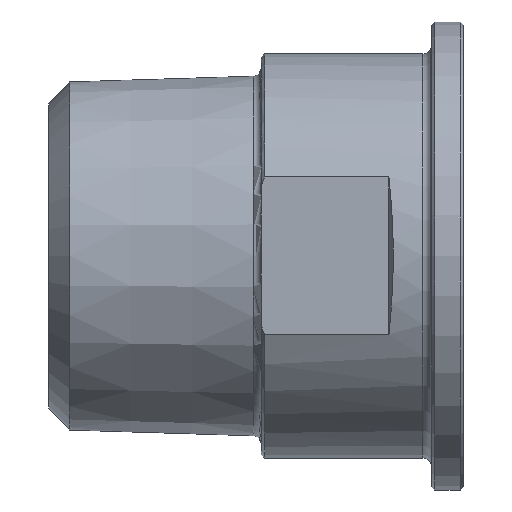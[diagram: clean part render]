
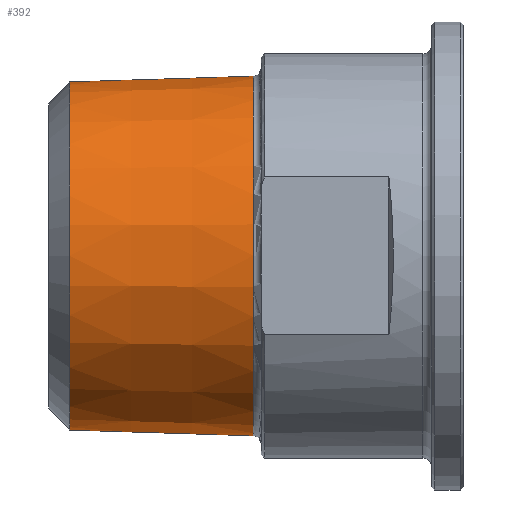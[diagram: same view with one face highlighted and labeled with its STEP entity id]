
A CAD part, top view. The second image highlights one B-rep face of the part: STEP entity #392.
In plain terms, the highlighted conical face has half-angle 1.8 degrees and reference radius 16.614 mm.
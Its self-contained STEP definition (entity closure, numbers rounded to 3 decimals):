
#24=CONICAL_SURFACE('',#463,16.614,0.031);
#33=CIRCLE('',#427,16.904);
#37=CIRCLE('',#431,16.904);
#55=CIRCLE('',#464,16.363);
#56=CIRCLE('',#465,16.363);
#87=FACE_OUTER_BOUND('',#112,.T.);
#112=EDGE_LOOP('',(#352,#353,#354,#355,#356,#357));
#131=LINE('',#733,#150);
#150=VECTOR('',#586,16.614);
#174=VERTEX_POINT('',#673);
#175=VERTEX_POINT('',#674);
#190=VERTEX_POINT('',#732);
#191=VERTEX_POINT('',#734);
#217=EDGE_CURVE('',#174,#175,#33,.T.);
#221=EDGE_CURVE('',#175,#174,#37,.T.);
#245=EDGE_CURVE('',#174,#190,#131,.T.);
#246=EDGE_CURVE('',#191,#190,#55,.T.);
#247=EDGE_CURVE('',#190,#191,#56,.T.);
#352=ORIENTED_EDGE('',*,*,#217,.F.);
#353=ORIENTED_EDGE('',*,*,#245,.T.);
#354=ORIENTED_EDGE('',*,*,#246,.F.);
#355=ORIENTED_EDGE('',*,*,#247,.F.);
#356=ORIENTED_EDGE('',*,*,#245,.F.);
#357=ORIENTED_EDGE('',*,*,#221,.F.);
#392=ADVANCED_FACE('',(#87),#24,.T.);
#427=AXIS2_PLACEMENT_3D('',#675,#506,#507);
#431=AXIS2_PLACEMENT_3D('',#679,#514,#515);
#463=AXIS2_PLACEMENT_3D('',#731,#584,#585);
#464=AXIS2_PLACEMENT_3D('',#735,#587,#588);
#465=AXIS2_PLACEMENT_3D('',#736,#589,#590);
#506=DIRECTION('center_axis',(1.,0.,0.));
#507=DIRECTION('ref_axis',(0.,-1.,0.));
#514=DIRECTION('center_axis',(1.,0.,0.));
#515=DIRECTION('ref_axis',(0.,-1.,0.));
#584=DIRECTION('center_axis',(1.,0.,0.));
#585=DIRECTION('ref_axis',(0.,1.,0.));
#586=DIRECTION('',(-1.,0.031,0.));
#587=DIRECTION('center_axis',(-1.,0.,0.));
#588=DIRECTION('ref_axis',(0.,-1.,0.));
#589=DIRECTION('center_axis',(-1.,0.,0.));
#590=DIRECTION('ref_axis',(0.,-1.,0.));
#673=CARTESIAN_POINT('',(-19.775,-16.904,0.));
#674=CARTESIAN_POINT('',(-19.775,0.,16.904));
#675=CARTESIAN_POINT('Origin',(-19.775,0.,0.));
#679=CARTESIAN_POINT('Origin',(-19.775,0.,0.));
#731=CARTESIAN_POINT('Origin',(-29.,0.,0.));
#732=CARTESIAN_POINT('',(-37.001,-16.363,0.));
#733=CARTESIAN_POINT('',(-29.,-16.614,0.));
#734=CARTESIAN_POINT('',(-37.001,16.363,0.));
#735=CARTESIAN_POINT('Origin',(-37.001,0.,0.));
#736=CARTESIAN_POINT('Origin',(-37.001,0.,0.));
